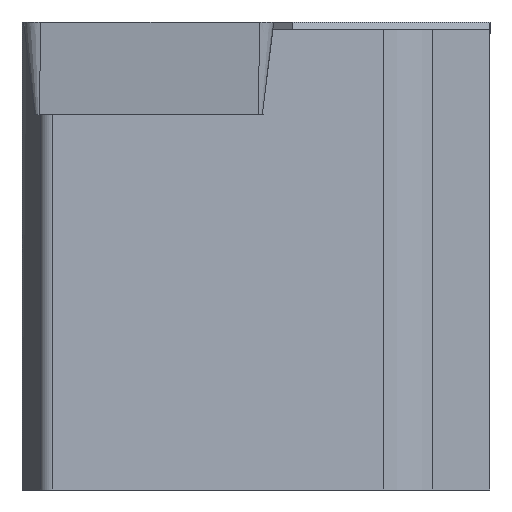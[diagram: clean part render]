
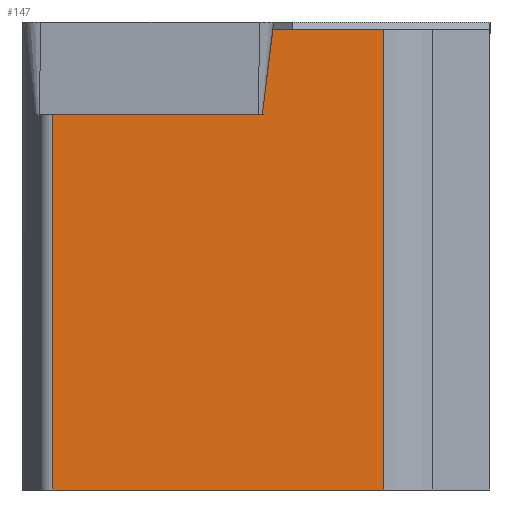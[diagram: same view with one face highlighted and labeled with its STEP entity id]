
A CAD part, left-side view. The second image highlights one B-rep face of the part: STEP entity #147.
In plain terms, the highlighted planar face has unit normal (-0.996, -0.087, 0).
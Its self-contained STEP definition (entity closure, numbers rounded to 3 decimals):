
#147=ADVANCED_FACE('',(#192),#171,.F.);
#171=PLANE('',#590);
#192=FACE_OUTER_BOUND('',#218,.T.);
#218=EDGE_LOOP('',(#289,#290,#291,#292,#293,#294));
#289=ORIENTED_EDGE('',*,*,#441,.T.);
#290=ORIENTED_EDGE('',*,*,#439,.F.);
#291=ORIENTED_EDGE('',*,*,#421,.F.);
#292=ORIENTED_EDGE('',*,*,#442,.T.);
#293=ORIENTED_EDGE('',*,*,#429,.T.);
#294=ORIENTED_EDGE('',*,*,#443,.T.);
#375=VERTEX_POINT('',#777);
#376=VERTEX_POINT('',#779);
#380=VERTEX_POINT('',#793);
#382=VERTEX_POINT('',#796);
#388=VERTEX_POINT('',#815);
#389=VERTEX_POINT('',#819);
#421=EDGE_CURVE('',#375,#376,#485,.T.);
#429=EDGE_CURVE('',#382,#380,#490,.T.);
#439=EDGE_CURVE('',#376,#388,#498,.T.);
#441=EDGE_CURVE('',#389,#388,#499,.T.);
#442=EDGE_CURVE('',#375,#382,#500,.T.);
#443=EDGE_CURVE('',#380,#389,#501,.T.);
#485=LINE('',#778,#535);
#490=LINE('',#795,#540);
#498=LINE('',#814,#548);
#499=LINE('',#818,#549);
#500=LINE('',#820,#550);
#501=LINE('',#821,#551);
#535=VECTOR('',#637,1.);
#540=VECTOR('',#654,1.);
#548=VECTOR('',#672,1.);
#549=VECTOR('',#677,1.);
#550=VECTOR('',#678,1.);
#551=VECTOR('',#679,1.);
#590=AXIS2_PLACEMENT_3D('',#822,#680,#681);
#637=DIRECTION('',(-0.087,0.996,0.));
#654=DIRECTION('',(-0.087,0.996,0.));
#672=DIRECTION('',(0.,0.,1.));
#677=DIRECTION('',(-0.087,0.996,0.));
#678=DIRECTION('',(0.,0.,1.));
#679=DIRECTION('',(-0.011,0.123,-0.992));
#680=DIRECTION('',(0.996,0.087,0.));
#681=DIRECTION('',(0.087,-0.996,0.));
#777=CARTESIAN_POINT('',(1.205,2.725,-12.));
#778=CARTESIAN_POINT('',(1.433,0.125,-12.));
#779=CARTESIAN_POINT('',(0.463,11.212,-12.));
#793=CARTESIAN_POINT('',(0.957,5.567,-0.2));
#795=CARTESIAN_POINT('',(1.433,0.125,-0.2));
#796=CARTESIAN_POINT('',(1.205,2.725,-0.2));
#814=CARTESIAN_POINT('',(0.463,11.212,220.026));
#815=CARTESIAN_POINT('',(0.463,11.212,-2.38));
#818=CARTESIAN_POINT('',(1.205,2.725,-2.38));
#819=CARTESIAN_POINT('',(0.933,5.837,-2.38));
#820=CARTESIAN_POINT('',(1.205,2.725,220.026));
#821=CARTESIAN_POINT('',(3.317,-21.411,217.005));
#822=CARTESIAN_POINT('',(1.205,2.725,220.026));
